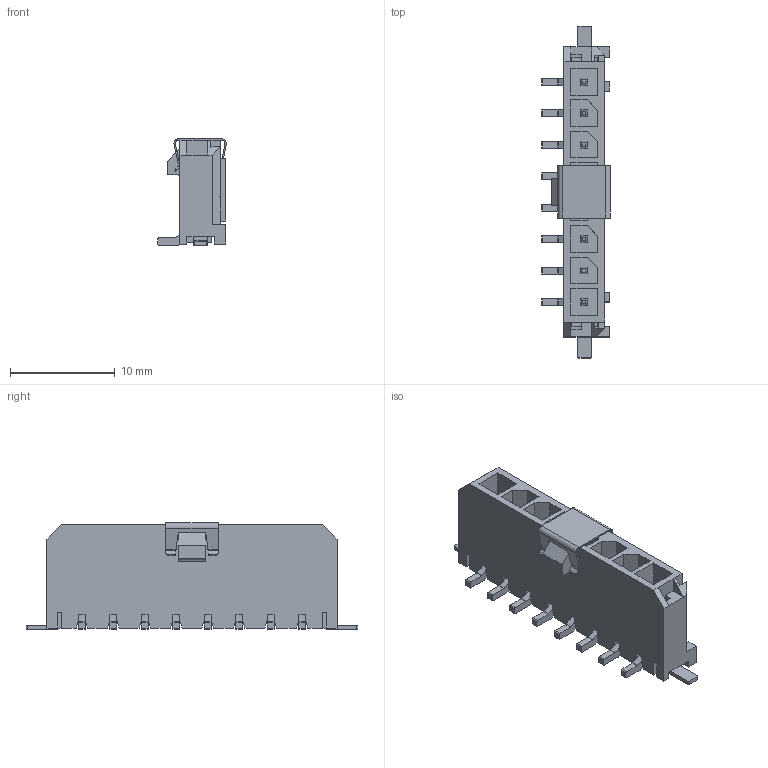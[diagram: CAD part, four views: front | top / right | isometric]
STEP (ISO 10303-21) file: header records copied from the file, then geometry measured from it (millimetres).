
FILE_DESCRIPTION(/* description */ ('Unknown'),/* implementation_level */ '2;1');
FILE_NAME(/* name */ 'J_Wurth_WR-MPC3_662308131824',/* time_stamp */ '2025-06-13T11:18:15+08:00',/* author */ ('Unknown'),/* organization */ ('Unknown'),/* preprocessor_version */ 'ST-DEVELOPER v19.4',/* originating_system */ 'Solid Edge',/* authorisation */ 'Unknown');
FILE_SCHEMA (('AUTOMOTIVE_DESIGN {1 0 10303 214 3 1 1}'));
Length unit declared in the file: millimetre
Products named in the file (2): J_Wurth_WR-MPC3_662308131824
Assembly tree (1 placements, depth 2):
  J_Wurth_WR-MPC3_662308131824
    J_Wurth_WR-MPC3_662308131824
Bounding box: 6.56 x 31.65 x 10.15 mm (x, y, z)
Volume: 675.1 mm3; surface area: 2027 mm2
Topology: 12 solids, 12 shells, 602 faces, 1641 edges, 1058 vertices
Faces by surface type: plane 511, cylinder 91
Entity records: 22434 total; most frequent: CARTESIAN_POINT 3303, ORIENTED_EDGE 3282, DIRECTION 3031, EDGE_CURVE 1641, LINE 1459, VECTOR 1459, VERTEX_POINT 1058, AXIS2_PLACEMENT_3D 786
